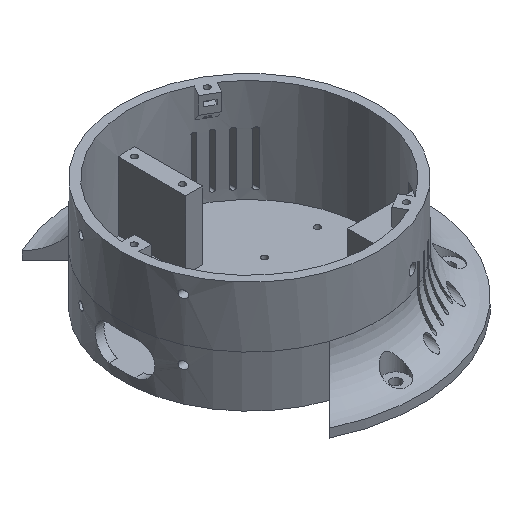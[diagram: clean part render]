
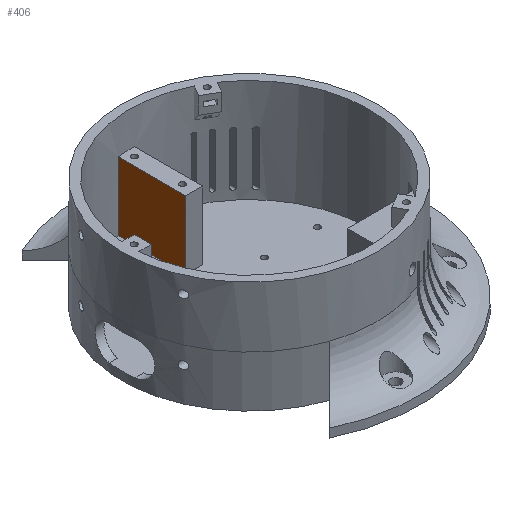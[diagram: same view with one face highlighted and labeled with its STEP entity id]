
A CAD part, isometric view. The second image highlights one B-rep face of the part: STEP entity #406.
In plain terms, the highlighted planar face has unit normal (-1, 0, 0).
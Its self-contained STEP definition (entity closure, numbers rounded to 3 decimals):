
#43 = PLANE('',#44);
#44 = AXIS2_PLACEMENT_3D('',#45,#46,#47);
#45 = CARTESIAN_POINT('',(-7.2,30.,45.));
#46 = DIRECTION('',(0.,0.,1.));
#47 = DIRECTION('',(1.,0.,0.));
#117 = EDGE_CURVE('',#118,#120,#122,.T.);
#118 = VERTEX_POINT('',#119);
#119 = CARTESIAN_POINT('',(-7.2,30.,45.));
#120 = VERTEX_POINT('',#121);
#121 = CARTESIAN_POINT('',(-7.2,69.629,45.));
#122 = SURFACE_CURVE('',#123,(#127,#134),.PCURVE_S1.);
#123 = LINE('',#124,#125);
#124 = CARTESIAN_POINT('',(-7.2,30.,45.));
#125 = VECTOR('',#126,1.);
#126 = DIRECTION('',(0.,1.,0.));
#127 = PCURVE('',#43,#128);
#128 = DEFINITIONAL_REPRESENTATION('',(#129),#133);
#129 = LINE('',#130,#131);
#130 = CARTESIAN_POINT('',(0.,0.));
#131 = VECTOR('',#132,1.);
#132 = DIRECTION('',(0.,1.));
#133 = ( GEOMETRIC_REPRESENTATION_CONTEXT(2) 
PARAMETRIC_REPRESENTATION_CONTEXT() REPRESENTATION_CONTEXT('2D SPACE',''
  ) );
#134 = PCURVE('',#135,#140);
#135 = PLANE('',#136);
#136 = AXIS2_PLACEMENT_3D('',#137,#138,#139);
#137 = CARTESIAN_POINT('',(-7.2,30.,5.));
#138 = DIRECTION('',(1.,0.,0.));
#139 = DIRECTION('',(0.,0.,1.));
#140 = DEFINITIONAL_REPRESENTATION('',(#141),#145);
#141 = LINE('',#142,#143);
#142 = CARTESIAN_POINT('',(40.,0.));
#143 = VECTOR('',#144,1.);
#144 = DIRECTION('',(0.,-1.));
#145 = ( GEOMETRIC_REPRESENTATION_CONTEXT(2) 
PARAMETRIC_REPRESENTATION_CONTEXT() REPRESENTATION_CONTEXT('2D SPACE',''
  ) );
#163 = PLANE('',#164);
#164 = AXIS2_PLACEMENT_3D('',#165,#166,#167);
#165 = CARTESIAN_POINT('',(-7.2,30.,5.));
#166 = DIRECTION('',(0.,1.,0.));
#167 = DIRECTION('',(0.,0.,1.));
#218 = CYLINDRICAL_SURFACE('',#219,70.);
#219 = AXIS2_PLACEMENT_3D('',#220,#221,#222);
#220 = CARTESIAN_POINT('',(0.,0.,5.));
#221 = DIRECTION('',(0.,0.,1.));
#222 = DIRECTION('',(1.,0.,0.));
#406 = ADVANCED_FACE('',(#407),#135,.F.);
#407 = FACE_BOUND('',#408,.F.);
#408 = EDGE_LOOP('',(#409,#410,#433,#461));
#409 = ORIENTED_EDGE('',*,*,#117,.F.);
#410 = ORIENTED_EDGE('',*,*,#411,.F.);
#411 = EDGE_CURVE('',#412,#118,#414,.T.);
#412 = VERTEX_POINT('',#413);
#413 = CARTESIAN_POINT('',(-7.2,30.,5.));
#414 = SURFACE_CURVE('',#415,(#419,#426),.PCURVE_S1.);
#415 = LINE('',#416,#417);
#416 = CARTESIAN_POINT('',(-7.2,30.,5.));
#417 = VECTOR('',#418,1.);
#418 = DIRECTION('',(0.,0.,1.));
#419 = PCURVE('',#135,#420);
#420 = DEFINITIONAL_REPRESENTATION('',(#421),#425);
#421 = LINE('',#422,#423);
#422 = CARTESIAN_POINT('',(0.,0.));
#423 = VECTOR('',#424,1.);
#424 = DIRECTION('',(1.,0.));
#425 = ( GEOMETRIC_REPRESENTATION_CONTEXT(2) 
PARAMETRIC_REPRESENTATION_CONTEXT() REPRESENTATION_CONTEXT('2D SPACE',''
  ) );
#426 = PCURVE('',#163,#427);
#427 = DEFINITIONAL_REPRESENTATION('',(#428),#432);
#428 = LINE('',#429,#430);
#429 = CARTESIAN_POINT('',(0.,0.));
#430 = VECTOR('',#431,1.);
#431 = DIRECTION('',(1.,0.));
#432 = ( GEOMETRIC_REPRESENTATION_CONTEXT(2) 
PARAMETRIC_REPRESENTATION_CONTEXT() REPRESENTATION_CONTEXT('2D SPACE',''
  ) );
#433 = ORIENTED_EDGE('',*,*,#434,.T.);
#434 = EDGE_CURVE('',#412,#435,#437,.T.);
#435 = VERTEX_POINT('',#436);
#436 = CARTESIAN_POINT('',(-7.2,69.629,5.));
#437 = SURFACE_CURVE('',#438,(#442,#449),.PCURVE_S1.);
#438 = LINE('',#439,#440);
#439 = CARTESIAN_POINT('',(-7.2,30.,5.));
#440 = VECTOR('',#441,1.);
#441 = DIRECTION('',(0.,1.,0.));
#442 = PCURVE('',#135,#443);
#443 = DEFINITIONAL_REPRESENTATION('',(#444),#448);
#444 = LINE('',#445,#446);
#445 = CARTESIAN_POINT('',(0.,0.));
#446 = VECTOR('',#447,1.);
#447 = DIRECTION('',(0.,-1.));
#448 = ( GEOMETRIC_REPRESENTATION_CONTEXT(2) 
PARAMETRIC_REPRESENTATION_CONTEXT() REPRESENTATION_CONTEXT('2D SPACE',''
  ) );
#449 = PCURVE('',#450,#455);
#450 = PLANE('',#451);
#451 = AXIS2_PLACEMENT_3D('',#452,#453,#454);
#452 = CARTESIAN_POINT('',(2.8,30.,5.));
#453 = DIRECTION('',(0.,0.,-1.));
#454 = DIRECTION('',(-1.,0.,0.));
#455 = DEFINITIONAL_REPRESENTATION('',(#456),#460);
#456 = LINE('',#457,#458);
#457 = CARTESIAN_POINT('',(10.,0.));
#458 = VECTOR('',#459,1.);
#459 = DIRECTION('',(0.,1.));
#460 = ( GEOMETRIC_REPRESENTATION_CONTEXT(2) 
PARAMETRIC_REPRESENTATION_CONTEXT() REPRESENTATION_CONTEXT('2D SPACE',''
  ) );
#461 = ORIENTED_EDGE('',*,*,#462,.T.);
#462 = EDGE_CURVE('',#435,#120,#463,.T.);
#463 = SURFACE_CURVE('',#464,(#468,#474),.PCURVE_S1.);
#464 = LINE('',#465,#466);
#465 = CARTESIAN_POINT('',(-7.2,69.629,5.));
#466 = VECTOR('',#467,1.);
#467 = DIRECTION('',(0.,0.,1.));
#468 = PCURVE('',#135,#469);
#469 = DEFINITIONAL_REPRESENTATION('',(#470),#473);
#470 = B_SPLINE_CURVE_WITH_KNOTS('',1,(#471,#472),.UNSPECIFIED.,.F.,.F.,
  (2,2),(0.,44.),.PIECEWISE_BEZIER_KNOTS.);
#471 = CARTESIAN_POINT('',(0.,-39.629));
#472 = CARTESIAN_POINT('',(44.,-39.629));
#473 = ( GEOMETRIC_REPRESENTATION_CONTEXT(2) 
PARAMETRIC_REPRESENTATION_CONTEXT() REPRESENTATION_CONTEXT('2D SPACE',''
  ) );
#474 = PCURVE('',#218,#475);
#475 = DEFINITIONAL_REPRESENTATION('',(#476),#479);
#476 = B_SPLINE_CURVE_WITH_KNOTS('',1,(#477,#478),.UNSPECIFIED.,.F.,.F.,
  (2,2),(0.,44.),.PIECEWISE_BEZIER_KNOTS.);
#477 = CARTESIAN_POINT('',(-4.609,0.));
#478 = CARTESIAN_POINT('',(-4.609,44.));
#479 = ( GEOMETRIC_REPRESENTATION_CONTEXT(2) 
PARAMETRIC_REPRESENTATION_CONTEXT() REPRESENTATION_CONTEXT('2D SPACE',''
  ) );
